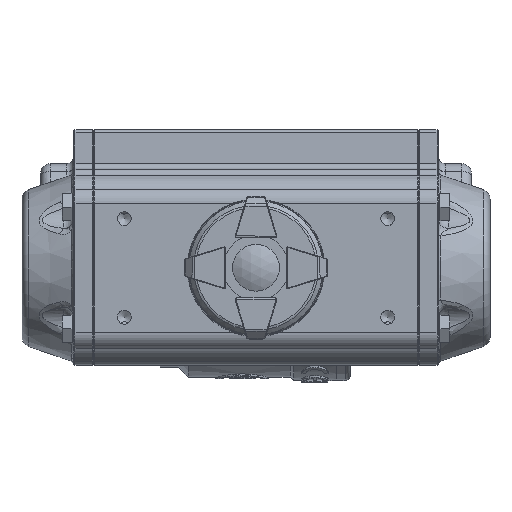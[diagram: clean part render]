
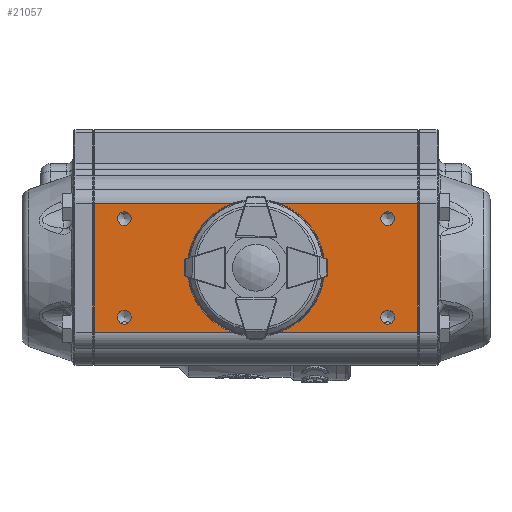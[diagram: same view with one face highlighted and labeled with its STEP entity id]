
A CAD part, top view. The second image highlights one B-rep face of the part: STEP entity #21057.
In plain terms, the highlighted face is planar.
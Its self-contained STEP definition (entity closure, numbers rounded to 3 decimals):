
#893=LINE('',#37894,#1975);
#894=LINE('',#37898,#1976);
#954=LINE('',#38036,#2036);
#955=LINE('',#38037,#2037);
#1975=VECTOR('',#26668,1000.);
#1976=VECTOR('',#26673,1000.);
#2036=VECTOR('',#26801,1000.);
#2037=VECTOR('',#26802,1000.);
#3582=PLANE('',#22918);
#6271=ORIENTED_EDGE('',*,*,#10415,.F.);
#6272=ORIENTED_EDGE('',*,*,#10485,.T.);
#6273=ORIENTED_EDGE('',*,*,#10417,.T.);
#6274=ORIENTED_EDGE('',*,*,#10486,.T.);
#6275=ORIENTED_EDGE('',*,*,#10211,.F.);
#6276=ORIENTED_EDGE('',*,*,#10199,.F.);
#6277=ORIENTED_EDGE('',*,*,#10203,.F.);
#6278=ORIENTED_EDGE('',*,*,#10207,.F.);
#6279=ORIENTED_EDGE('',*,*,#10119,.F.);
#10119=EDGE_CURVE('',#12547,#12547,#13944,.T.);
#10199=EDGE_CURVE('',#12626,#12626,#13987,.T.);
#10203=EDGE_CURVE('',#12630,#12630,#13989,.T.);
#10207=EDGE_CURVE('',#12634,#12634,#13991,.T.);
#10211=EDGE_CURVE('',#12638,#12638,#13993,.T.);
#10415=EDGE_CURVE('',#12772,#12773,#893,.T.);
#10417=EDGE_CURVE('',#12774,#12775,#894,.T.);
#10485=EDGE_CURVE('',#12772,#12774,#954,.T.);
#10486=EDGE_CURVE('',#12775,#12773,#955,.T.);
#12547=VERTEX_POINT('',#36872);
#12626=VERTEX_POINT('',#37266);
#12630=VERTEX_POINT('',#37286);
#12634=VERTEX_POINT('',#37306);
#12638=VERTEX_POINT('',#37326);
#12772=VERTEX_POINT('',#37893);
#12773=VERTEX_POINT('',#37895);
#12774=VERTEX_POINT('',#37899);
#12775=VERTEX_POINT('',#37900);
#13944=CIRCLE('',#22672,11.75);
#13987=CIRCLE('',#22729,2.1);
#13989=CIRCLE('',#22733,2.1);
#13991=CIRCLE('',#22737,2.1);
#13993=CIRCLE('',#22741,2.1);
#15390=EDGE_LOOP('',(#6271,#6272,#6273,#6274));
#15391=EDGE_LOOP('',(#6275));
#15392=EDGE_LOOP('',(#6276));
#15393=EDGE_LOOP('',(#6277));
#15394=EDGE_LOOP('',(#6278));
#15395=EDGE_LOOP('',(#6279));
#16944=FACE_BOUND('',#15390,.T.);
#16945=FACE_BOUND('',#15391,.T.);
#16946=FACE_BOUND('',#15392,.T.);
#16947=FACE_BOUND('',#15393,.T.);
#16948=FACE_BOUND('',#15394,.T.);
#16949=FACE_BOUND('',#15395,.T.);
#21057=ADVANCED_FACE('',(#16944,#16945,#16946,#16947,#16948,#16949),#3582,
 .T.);
#22672=AXIS2_PLACEMENT_3D('',#36871,#26130,#26131);
#22729=AXIS2_PLACEMENT_3D('',#37265,#26267,#26268);
#22733=AXIS2_PLACEMENT_3D('',#37285,#26275,#26276);
#22737=AXIS2_PLACEMENT_3D('',#37305,#26283,#26284);
#22741=AXIS2_PLACEMENT_3D('',#37325,#26291,#26292);
#22918=AXIS2_PLACEMENT_3D('',#38035,#26799,#26800);
#26130=DIRECTION('',(0.,1.,0.));
#26131=DIRECTION('',(0.,0.,1.));
#26267=DIRECTION('',(0.,1.,0.));
#26268=DIRECTION('',(0.,0.,1.));
#26275=DIRECTION('',(0.,1.,0.));
#26276=DIRECTION('',(0.,0.,1.));
#26283=DIRECTION('',(0.,1.,0.));
#26284=DIRECTION('',(0.,0.,1.));
#26291=DIRECTION('',(0.,1.,0.));
#26292=DIRECTION('',(0.,0.,1.));
#26668=DIRECTION('',(0.,0.,-1.));
#26673=DIRECTION('',(0.,0.,-1.));
#26799=DIRECTION('',(0.,1.,0.));
#26800=DIRECTION('',(1.,0.,0.));
#26801=DIRECTION('',(1.,0.,0.));
#26802=DIRECTION('',(-1.,0.,0.));
#36871=CARTESIAN_POINT('',(0.,36.5,0.));
#36872=CARTESIAN_POINT('',(0.,36.5,11.75));
#37265=CARTESIAN_POINT('',(15.,36.5,-40.));
#37266=CARTESIAN_POINT('',(15.,36.5,-37.9));
#37285=CARTESIAN_POINT('',(-15.,36.5,40.));
#37286=CARTESIAN_POINT('',(-15.,36.5,42.1));
#37305=CARTESIAN_POINT('',(15.,36.5,40.));
#37306=CARTESIAN_POINT('',(15.,36.5,42.1));
#37325=CARTESIAN_POINT('',(-15.,36.5,-40.));
#37326=CARTESIAN_POINT('',(-15.,36.5,-37.9));
#37893=CARTESIAN_POINT('',(-19.5,36.5,49.2));
#37894=CARTESIAN_POINT('',(-19.5,36.5,49.5));
#37895=CARTESIAN_POINT('',(-19.5,36.5,-49.2));
#37898=CARTESIAN_POINT('',(19.5,36.5,49.5));
#37899=CARTESIAN_POINT('',(19.5,36.5,49.2));
#37900=CARTESIAN_POINT('',(19.5,36.5,-49.2));
#38035=CARTESIAN_POINT('',(-19.5,36.5,49.5));
#38036=CARTESIAN_POINT('',(-19.5,36.5,49.2));
#38037=CARTESIAN_POINT('',(-19.5,36.5,-49.2));
